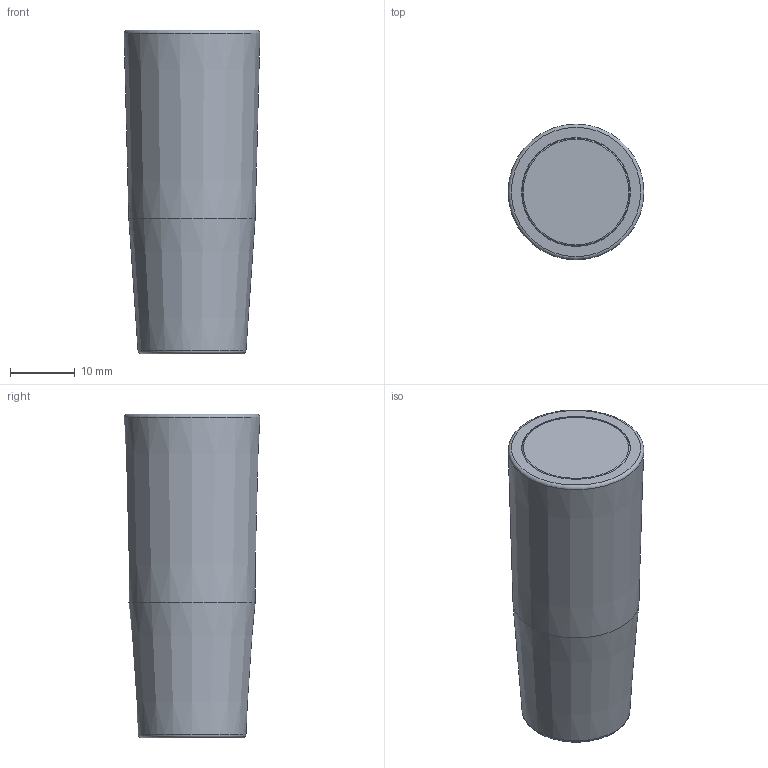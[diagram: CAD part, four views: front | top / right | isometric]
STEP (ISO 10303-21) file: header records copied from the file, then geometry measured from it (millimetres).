
FILE_DESCRIPTION( ( 'Unknown' ), '1' );
FILE_NAME( '6362215_PMA_21_8.stp', 'Unknown', ( 'Unknown' ), ( 'Unknown' ), 'PSStep 15.0.49', 'Unknown', ' ' );
FILE_SCHEMA( ( 'AUTOMOTIVE_DESIGN { 1 0 10303 214 1 1 1 1 }' ) );
Length unit declared in the file: millimetre
Products named in the file (1): 1553
Bounding box: 20.97 x 20.97 x 50 mm (x, y, z)
Volume: 13641.3 mm3; surface area: 4646.5 mm2
Topology: 1 solids, 3 shells, 22 faces, 40 edges, 26 vertices
Faces by surface type: plane 8, torus 7, cylinder 5, cone 2
Full cylindrical faces by diameter (mm): 8 x1, 12.8 x1, 16.7 x1, 16.8 x2
Entity records: 620 total; most frequent: DIRECTION 86, CARTESIAN_POINT 64, AXIS2_PLACEMENT_3D 43, EDGE_LOOP 40, ORIENTED_EDGE 40, FACE_OUTER_BOUND 34, STYLED_ITEM 22, PRESENTATION_STYLE_ASSIGNMENT 22
